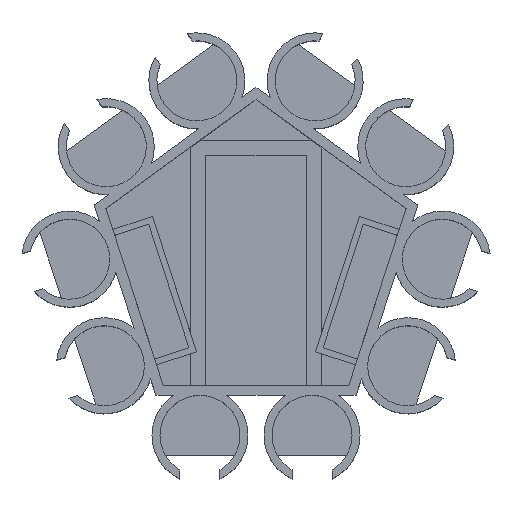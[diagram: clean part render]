
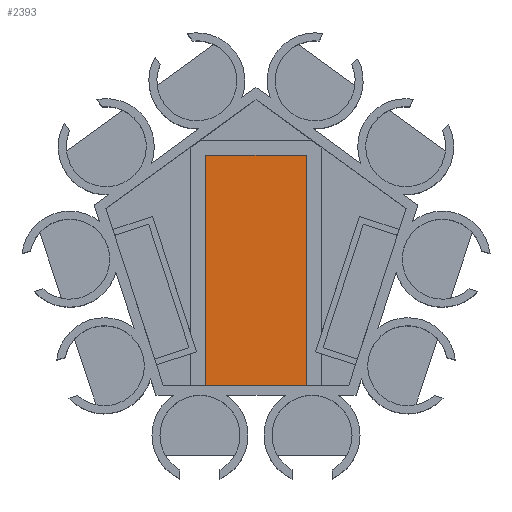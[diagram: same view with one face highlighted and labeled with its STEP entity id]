
A CAD part, top view. The second image highlights one B-rep face of the part: STEP entity #2393.
In plain terms, the highlighted planar face has unit normal (0, 0, 1).
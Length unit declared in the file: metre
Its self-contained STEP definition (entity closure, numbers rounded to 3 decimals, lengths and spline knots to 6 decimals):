
#122=ORIENTED_EDGE('',*,*,#842,.T.);
#123=ORIENTED_EDGE('',*,*,#843,.T.);
#124=ORIENTED_EDGE('',*,*,#844,.T.);
#125=ORIENTED_EDGE('',*,*,#845,.T.);
#842=EDGE_CURVE('',#1202,#1203,#1442,.T.);
#843=EDGE_CURVE('',#1203,#1204,#1443,.T.);
#844=EDGE_CURVE('',#1204,#1205,#1444,.T.);
#845=EDGE_CURVE('',#1205,#1202,#1445,.T.);
#1202=VERTEX_POINT('',#3463);
#1203=VERTEX_POINT('',#3464);
#1204=VERTEX_POINT('',#3466);
#1205=VERTEX_POINT('',#3468);
#1442=LINE('',#3462,#1722);
#1443=LINE('',#3465,#1723);
#1444=LINE('',#3467,#1724);
#1445=LINE('',#3469,#1725);
#1722=VECTOR('',#2756,1.);
#1723=VECTOR('',#2757,1.);
#1724=VECTOR('',#2758,1.);
#1725=VECTOR('',#2759,1.);
#2002=EDGE_LOOP('',(#122,#123,#124,#125));
#2146=FACE_BOUND('',#2002,.T.);
#2290=PLANE('',#2539);
#2393=ADVANCED_FACE('',(#2146),#2290,.T.);
#2539=AXIS2_PLACEMENT_3D('',#3461,#2754,#2755);
#2754=DIRECTION('',(0.,0.,1.));
#2755=DIRECTION('',(1.,0.,0.));
#2756=DIRECTION('',(1.,0.,0.));
#2757=DIRECTION('',(0.,1.,0.));
#2758=DIRECTION('',(-1.,0.,0.));
#2759=DIRECTION('',(0.,-1.,0.));
#3461=CARTESIAN_POINT('',(0.,0.002757,-0.004));
#3462=CARTESIAN_POINT('',(-0.045633,-0.061901,-0.004));
#3463=CARTESIAN_POINT('',(-0.025,-0.061901,-0.004));
#3464=CARTESIAN_POINT('',(0.025,-0.061901,-0.004));
#3465=CARTESIAN_POINT('',(0.025,-0.004401,-0.004));
#3466=CARTESIAN_POINT('',(0.025,0.053099,-0.004));
#3467=CARTESIAN_POINT('',(0.,0.053099,-0.004));
#3468=CARTESIAN_POINT('',(-0.025,0.053099,-0.004));
#3469=CARTESIAN_POINT('',(-0.025,-0.004401,-0.004));
